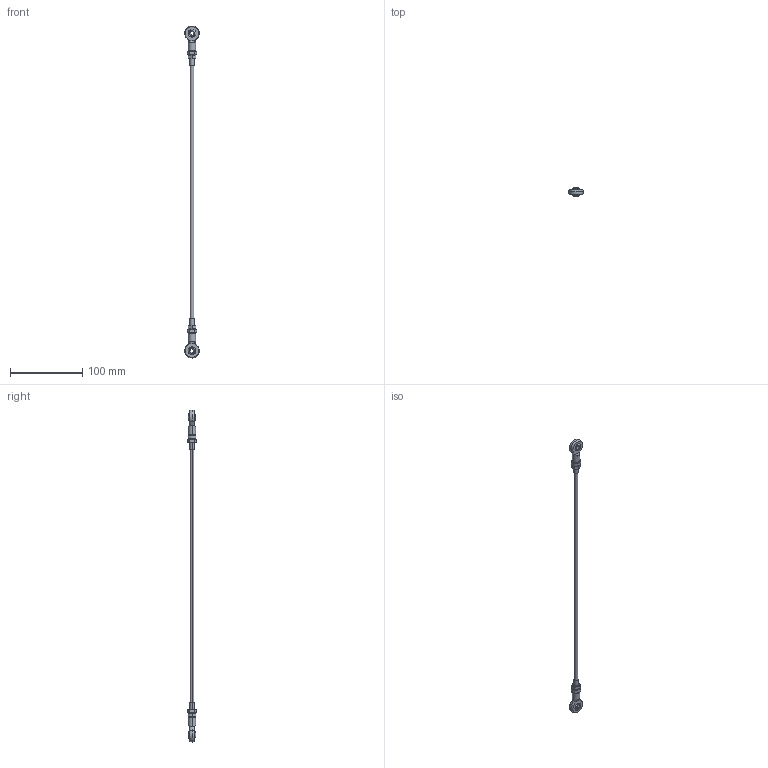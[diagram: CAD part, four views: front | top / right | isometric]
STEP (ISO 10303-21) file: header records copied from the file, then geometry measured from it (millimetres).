
FILE_DESCRIPTION (( 'STEP AP214' ), '1' );
FILE_NAME ('brake rod assembly.STEP', '2024-02-19T06:14:50', ( '' ), ( '' ), 'SwSTEP 2.0', 'SolidWorks 2017', '' );
FILE_SCHEMA (( 'AUTOMOTIVE_DESIGN' ));
Length unit declared in the file: millimetre
Products named in the file (13): hex nut style 1_am_B18.2.4.1M - Hex nut, Style 1,  M6 x 1 --D-N; M6_Ball Joint Rod End; brake rod; M6_Ball Joint Rod End_Ball; M6_Ball Joint Rod End_RodEnd; hex nut style 1_am; brake rod assembly
Assembly tree (7 placements, depth 3):
  M6_Ball Joint Rod End
  hex nut style 1_am
  M6_Ball Joint Rod End
  M6_Ball Joint Rod End
  M6_Ball Joint Rod End
Bounding box: 19.95 x 11.55 x 458.11 mm (x, y, z)
Volume: 16188.6 mm3; surface area: 12706.5 mm2
Topology: 7 solids, 7 shells, 138 faces, 326 edges, 194 vertices
Faces by surface type: cone 50, cylinder 36, plane 30, sphere 12, torus 6, bspline 4
Entity records: 2639 total; most frequent: CARTESIAN_POINT 701, DIRECTION 376, ORIENTED_EDGE 324, AXIS2_PLACEMENT_3D 166, EDGE_CURVE 162, VERTEX_POINT 99, EDGE_LOOP 83, CIRCLE 82
